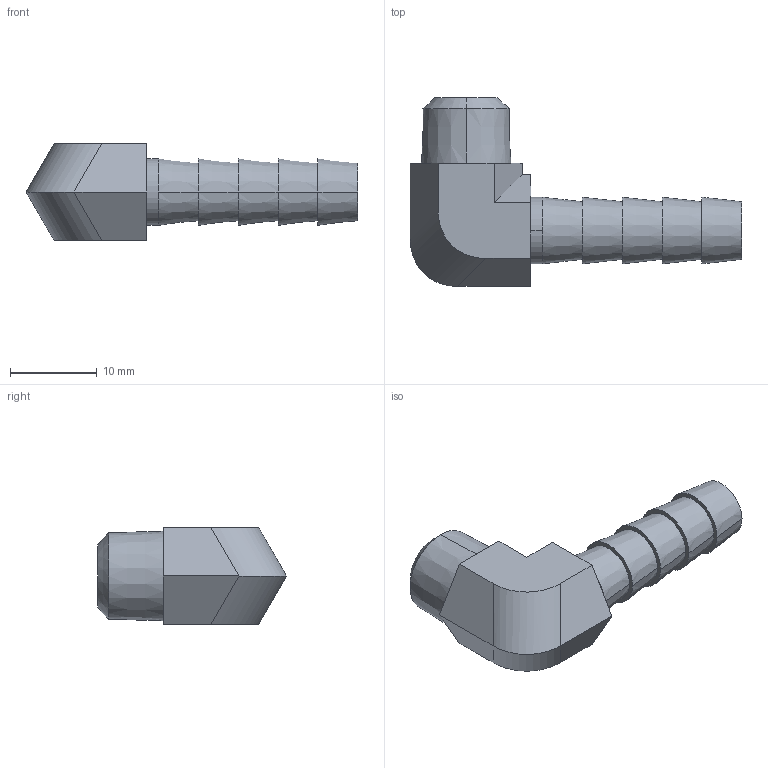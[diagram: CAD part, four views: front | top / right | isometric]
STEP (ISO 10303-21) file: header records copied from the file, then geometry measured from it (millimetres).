
FILE_DESCRIPTION (( 'STEP AP214' ), '1' );
FILE_NAME ('BAHBL-14-18N.step', '2017-08-29T20:39:12', ( '' ), ( '' ), 'SwSTEP 2.0', 'SolidWorks 2017', '' );
FILE_SCHEMA (( 'AUTOMOTIVE_DESIGN' ));
Length unit declared in the file: inch
Products named in the file (1): BAHBL-14-18N
Bounding box: 38.25 x 21.79 x 11.18 mm (x, y, z)
Volume: 2279.9 mm3; surface area: 2260.7 mm2
Topology: 1 solids, 1 shells, 44 faces, 99 edges, 64 vertices
Faces by surface type: plane 20, cone 14, cylinder 10
Entity records: 1341 total; most frequent: CARTESIAN_POINT 284, DIRECTION 224, ORIENTED_EDGE 198, EDGE_CURVE 99, AXIS2_PLACEMENT_3D 86, VERTEX_POINT 64, EDGE_LOOP 53, VECTOR 52
